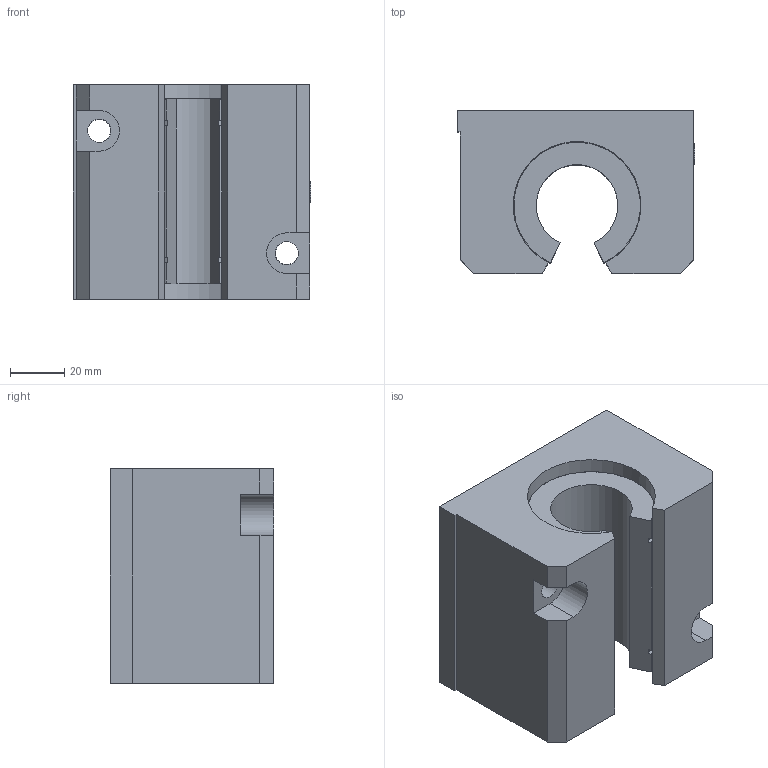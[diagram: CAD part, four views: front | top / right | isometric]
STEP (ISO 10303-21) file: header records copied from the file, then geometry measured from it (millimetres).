
FILE_DESCRIPTION(/* description */ ('Gehäuseeinheit leichte Baureie, Segmentausschnitt'),/* implementation_level */ '2;1');
FILE_NAME(/* name */ '190528-0.step',/* time_stamp */ '2021-08-18T13:18:40+02:00',/* author */ ('MuellerJ'),/* organization */ (''),/* preprocessor_version */ 'ST-DEVELOPER v18.1',/* originating_system */ 'Autodesk Inventor 2021',/* authorisation */ '');
FILE_SCHEMA (('AUTOMOTIVE_DESIGN { 1 0 10303 214 3 1 1 }'));
Length unit declared in the file: millimetre
Products named in the file (3): leer; 18-1005-0FZ.001; leer_1
Assembly tree (2 placements, depth 2):
  leer
    18-1005-0FZ.001
    leer_1
Bounding box: 87.25 x 60 x 79 mm (x, y, z)
Volume: 312895 mm3; surface area: 59811.4 mm2
Topology: 2 solids, 3 shells, 69 faces, 164 edges, 110 vertices
Faces by surface type: plane 44, cylinder 22, torus 3
Full cylindrical faces by diameter (mm): 2.9 x1, 4 x1, 4.134 x2, 4.3 x1, 6.5 x1, 7.729 x1, 8 x2, 8.376 x2, 8.6 x2
Entity records: 2221 total; most frequent: CARTESIAN_POINT 456, DIRECTION 355, ORIENTED_EDGE 328, EDGE_CURVE 164, AXIS2_PLACEMENT_3D 125, VERTEX_POINT 110, LINE 105, VECTOR 105
